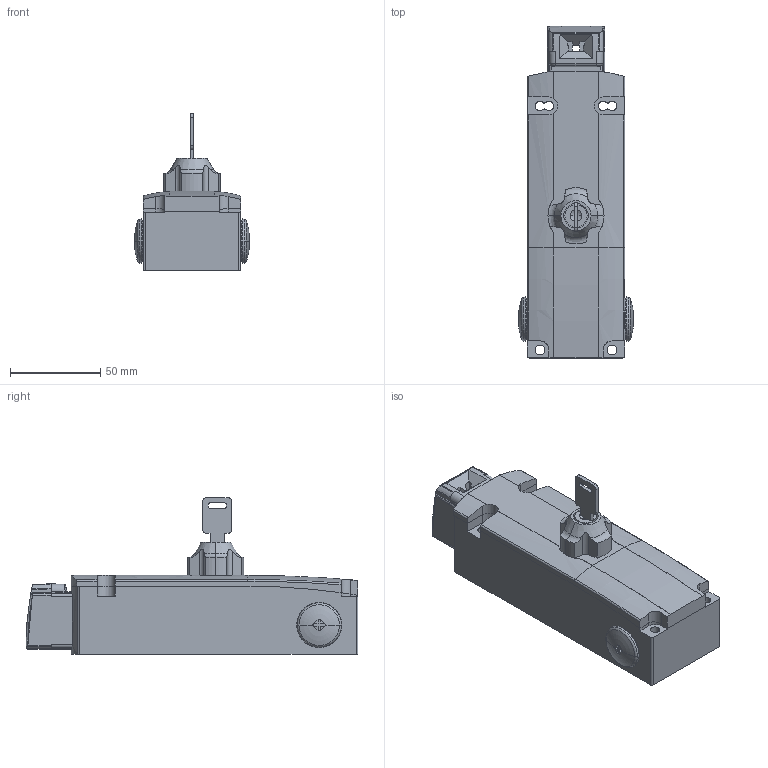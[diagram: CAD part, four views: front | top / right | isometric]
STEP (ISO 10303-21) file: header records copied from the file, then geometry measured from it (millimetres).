
FILE_DESCRIPTION(('STEP AP214'),'1');
FILE_NAME('cctmp_4A0F6AFD-D9B0-423F-80F5-9B03046300A8_2023_07_21_12_30_48_0664..stp','2023-07-21T10:30:49',('SIEMENS A&D'),('CADClick - www.CADClick.com'),'Spatial InterOp 3D postprocessed',' ','unknown authorization');
FILE_SCHEMA(('AUTOMOTIVE_DESIGN'));
Length unit declared in the file: millimetre
Products named in the file (6): cc_unnamed; 2023_07_21_12_30_48_0633; 2023_07_21_12_30_48_0629; 2023_07_21_12_30_48_0625; 2023_07_21_12_30_48_0621; 2023_07_21_12_30_48_0617
Assembly tree (5 placements, depth 2):
  cc_unnamed
    2023_07_21_12_30_48_0633
    2023_07_21_12_30_48_0629
    2023_07_21_12_30_48_0625
    2023_07_21_12_30_48_0621
    2023_07_21_12_30_48_0617
Bounding box: 63.98 x 184.1 x 87 mm (x, y, z)
Volume: 210500.5 mm3; surface area: 81648.8 mm2
Topology: 5 solids, 6 shells, 483 faces, 1350 edges, 874 vertices
Faces by surface type: plane 244, cylinder 163, torus 44, cone 28, sphere 4
Entity records: 17903 total; most frequent: CARTESIAN_POINT 3811, ORIENTED_EDGE 2664, DIRECTION 2593, EDGE_CURVE 1332, AXIS2_PLACEMENT_3D 930, VERTEX_POINT 874, LINE 733, VECTOR 733
